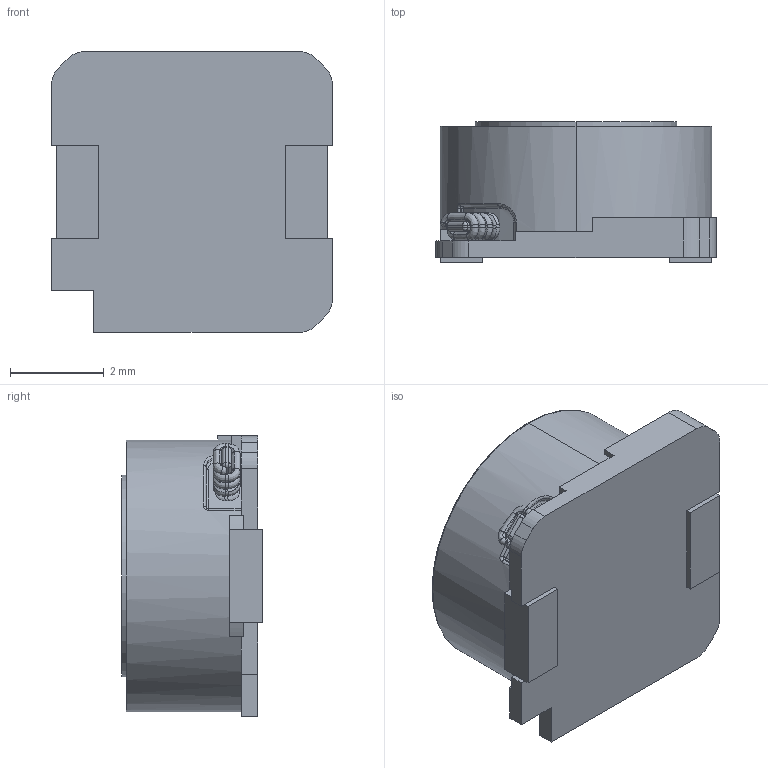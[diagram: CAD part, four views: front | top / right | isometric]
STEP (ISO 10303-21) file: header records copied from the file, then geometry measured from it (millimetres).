
FILE_DESCRIPTION (( 'STEP AP214' ), '1' );
FILE_NAME ('SLF6028T-100M1R3-PF.STEP', '2022-03-07T09:07:31', ( '' ), ( '' ), 'SwSTEP 2.0', 'SolidWorks 2017', '' );
FILE_SCHEMA (( 'AUTOMOTIVE_DESIGN' ));
Length unit declared in the file: millimetre
Products named in the file (1): SLF6028T-100M1R3-PF
Bounding box: 6 x 3 x 6 mm (x, y, z)
Volume: 80 mm3; surface area: 188.4 mm2
Topology: 9 solids, 9 shells, 285 faces, 650 edges, 376 vertices
Faces by surface type: bspline 144, plane 69, cylinder 58, sphere 10, torus 4
Entity records: 20342 total; most frequent: CARTESIAN_POINT 14687, ORIENTED_EDGE 1280, DIRECTION 981, EDGE_CURVE 640, AXIS2_PLACEMENT_3D 391, VERTEX_POINT 376, EDGE_LOOP 290, ADVANCED_FACE 285
